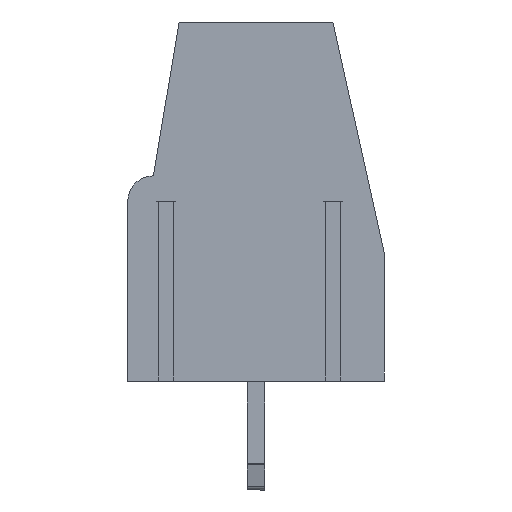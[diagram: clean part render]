
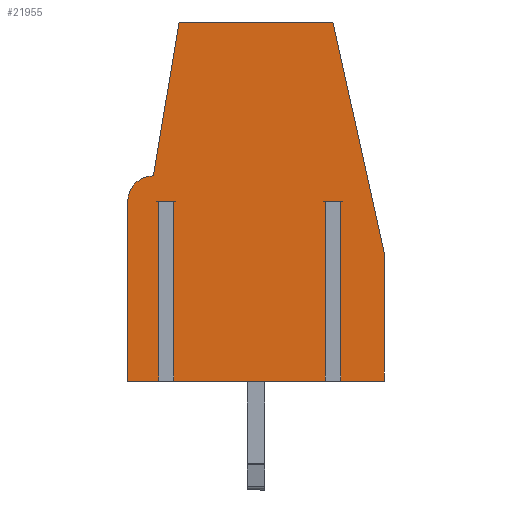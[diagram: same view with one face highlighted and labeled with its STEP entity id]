
A CAD part, left-side view. The second image highlights one B-rep face of the part: STEP entity #21955.
In plain terms, the highlighted face is planar.
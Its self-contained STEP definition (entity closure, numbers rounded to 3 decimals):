
#1063=CIRCLE('',#25349,1.);
#2830=FACE_OUTER_BOUND('',#3719,.T.);
#3719=EDGE_LOOP('',(#19716,#19717,#19718,#19719,#19720,#19721,#19722,#19723,
#19724,#19725,#19726,#19727,#19728,#19729,#19730));
#6151=LINE('',#51778,#8810);
#6156=LINE('',#51789,#8815);
#6158=LINE('',#51792,#8817);
#6164=LINE('',#51806,#8823);
#6168=LINE('',#51813,#8827);
#6169=LINE('',#51815,#8828);
#6170=LINE('',#51817,#8829);
#6171=LINE('',#51819,#8830);
#6172=LINE('',#51821,#8831);
#6173=LINE('',#51823,#8832);
#6174=LINE('',#51825,#8833);
#6175=LINE('',#51827,#8834);
#6176=LINE('',#51831,#8835);
#6177=LINE('',#51832,#8836);
#8810=VECTOR('',#30977,10.);
#8815=VECTOR('',#30986,10.);
#8817=VECTOR('',#30990,10.);
#8823=VECTOR('',#31000,10.);
#8827=VECTOR('',#31006,10.);
#8828=VECTOR('',#31009,10.);
#8829=VECTOR('',#31012,10.);
#8830=VECTOR('',#31013,10.);
#8831=VECTOR('',#31014,10.);
#8832=VECTOR('',#31015,10.);
#8833=VECTOR('',#31016,10.);
#8834=VECTOR('',#31017,10.);
#8835=VECTOR('',#31020,10.);
#8836=VECTOR('',#31021,10.);
#12239=VERTEX_POINT('',#51772);
#12241=VERTEX_POINT('',#51776);
#12244=VERTEX_POINT('',#51786);
#12245=VERTEX_POINT('',#51788);
#12250=VERTEX_POINT('',#51803);
#12251=VERTEX_POINT('',#51805);
#12252=VERTEX_POINT('',#51809);
#12253=VERTEX_POINT('',#51811);
#12254=VERTEX_POINT('',#51818);
#12255=VERTEX_POINT('',#51820);
#12256=VERTEX_POINT('',#51822);
#12257=VERTEX_POINT('',#51824);
#12258=VERTEX_POINT('',#51826);
#12259=VERTEX_POINT('',#51828);
#12260=VERTEX_POINT('',#51830);
#15721=EDGE_CURVE('',#12239,#12241,#6151,.T.);
#15726=EDGE_CURVE('',#12245,#12244,#6156,.T.);
#15728=EDGE_CURVE('',#12241,#12245,#6158,.T.);
#15734=EDGE_CURVE('',#12251,#12250,#6164,.T.);
#15738=EDGE_CURVE('',#12252,#12253,#6168,.T.);
#15739=EDGE_CURVE('',#12253,#12251,#6169,.T.);
#15740=EDGE_CURVE('',#12244,#12252,#6170,.T.);
#15741=EDGE_CURVE('',#12250,#12254,#6171,.T.);
#15742=EDGE_CURVE('',#12254,#12255,#6172,.T.);
#15743=EDGE_CURVE('',#12255,#12256,#6173,.T.);
#15744=EDGE_CURVE('',#12256,#12257,#6174,.T.);
#15745=EDGE_CURVE('',#12257,#12258,#6175,.T.);
#15746=EDGE_CURVE('',#12258,#12259,#1063,.T.);
#15747=EDGE_CURVE('',#12259,#12260,#6176,.T.);
#15748=EDGE_CURVE('',#12260,#12239,#6177,.T.);
#19716=ORIENTED_EDGE('',*,*,#15726,.T.);
#19717=ORIENTED_EDGE('',*,*,#15740,.T.);
#19718=ORIENTED_EDGE('',*,*,#15738,.T.);
#19719=ORIENTED_EDGE('',*,*,#15739,.T.);
#19720=ORIENTED_EDGE('',*,*,#15734,.T.);
#19721=ORIENTED_EDGE('',*,*,#15741,.T.);
#19722=ORIENTED_EDGE('',*,*,#15742,.T.);
#19723=ORIENTED_EDGE('',*,*,#15743,.T.);
#19724=ORIENTED_EDGE('',*,*,#15744,.T.);
#19725=ORIENTED_EDGE('',*,*,#15745,.T.);
#19726=ORIENTED_EDGE('',*,*,#15746,.T.);
#19727=ORIENTED_EDGE('',*,*,#15747,.T.);
#19728=ORIENTED_EDGE('',*,*,#15748,.T.);
#19729=ORIENTED_EDGE('',*,*,#15721,.T.);
#19730=ORIENTED_EDGE('',*,*,#15728,.T.);
#21102=PLANE('',#25348);
#21955=ADVANCED_FACE('',(#2830),#21102,.F.);
#25348=AXIS2_PLACEMENT_3D('',#51816,#31010,#31011);
#25349=AXIS2_PLACEMENT_3D('',#51829,#31018,#31019);
#30977=DIRECTION('',(0.,1.,0.));
#30986=DIRECTION('',(0.,-1.,0.));
#30990=DIRECTION('',(-1.,0.,0.));
#31000=DIRECTION('',(0.,-1.,0.));
#31006=DIRECTION('',(0.,1.,0.));
#31009=DIRECTION('',(-1.,0.,0.));
#31010=DIRECTION('center_axis',(0.,0.,
1.));
#31011=DIRECTION('ref_axis',(1.,0.,0.));
#31012=DIRECTION('',(-1.,0.,0.));
#31013=DIRECTION('',(-1.,0.,0.));
#31014=DIRECTION('',(0.,1.,0.));
#31015=DIRECTION('',(0.217,0.976,0.));
#31016=DIRECTION('',(1.,0.,0.));
#31017=DIRECTION('',(0.164,-0.986,0.));
#31018=DIRECTION('center_axis',(0.,0.,
-1.));
#31019=DIRECTION('ref_axis',(1.,0.,0.));
#31020=DIRECTION('',(0.,-1.,0.));
#31021=DIRECTION('',(-1.,0.,0.));
#51772=CARTESIAN_POINT('',(8.8,0.,-30.6));
#51776=CARTESIAN_POINT('',(8.8,7.,-30.6));
#51778=CARTESIAN_POINT('',(8.8,2.75,-30.6));
#51786=CARTESIAN_POINT('',(8.2,0.,-30.6));
#51788=CARTESIAN_POINT('',(8.2,7.,-30.6));
#51789=CARTESIAN_POINT('',(8.2,2.75,-30.6));
#51792=CARTESIAN_POINT('',(5.,7.,-30.6));
#51803=CARTESIAN_POINT('',(1.7,0.,-30.6));
#51805=CARTESIAN_POINT('',(1.7,7.,-30.6));
#51806=CARTESIAN_POINT('',(1.7,2.75,-30.6));
#51809=CARTESIAN_POINT('',(2.3,0.,-30.6));
#51811=CARTESIAN_POINT('',(2.3,7.,-30.6));
#51813=CARTESIAN_POINT('',(2.3,2.75,-30.6));
#51815=CARTESIAN_POINT('',(5.,7.,-30.6));
#51816=CARTESIAN_POINT('Origin',(5.5,5.5,-30.6));
#51817=CARTESIAN_POINT('',(2.75,0.,-30.6));
#51818=CARTESIAN_POINT('',(0.,0.,-30.6));
#51819=CARTESIAN_POINT('',(2.75,0.,-30.6));
#51820=CARTESIAN_POINT('',(0.,5.,-30.6));
#51821=CARTESIAN_POINT('',(0.,5.25,-30.6));
#51822=CARTESIAN_POINT('',(2.,14.,-30.6));
#51823=CARTESIAN_POINT('',(1.182,10.321,-30.6));
#51824=CARTESIAN_POINT('',(8.,14.,-30.6));
#51825=CARTESIAN_POINT('',(6.75,14.,-30.6));
#51826=CARTESIAN_POINT('',(9.,8.,-30.6));
#51827=CARTESIAN_POINT('',(9.155,7.068,-30.6));
#51828=CARTESIAN_POINT('',(10.,7.,-30.6));
#51829=CARTESIAN_POINT('Origin',(9.,7.,-30.6));
#51830=CARTESIAN_POINT('',(10.,0.,-30.6));
#51831=CARTESIAN_POINT('',(10.,2.75,-30.6));
#51832=CARTESIAN_POINT('',(2.75,0.,-30.6));
